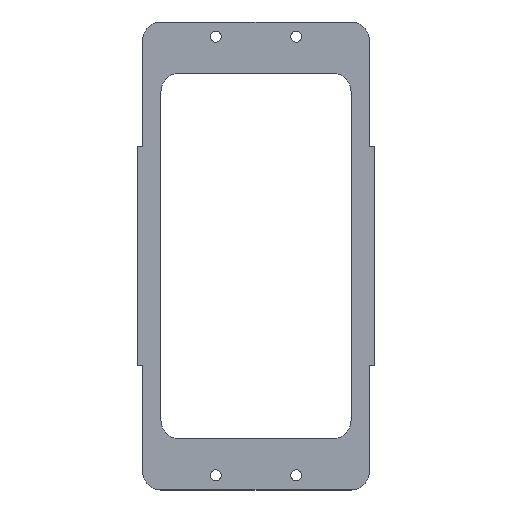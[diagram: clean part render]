
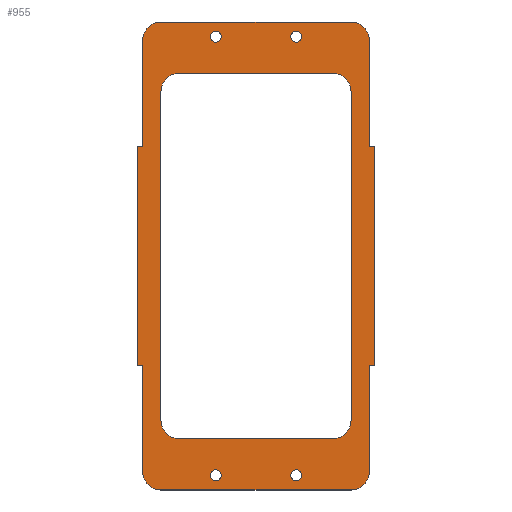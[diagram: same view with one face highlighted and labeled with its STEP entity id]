
A CAD part, top view. The second image highlights one B-rep face of the part: STEP entity #955.
In plain terms, the highlighted planar face has unit normal (0, 0, 1).
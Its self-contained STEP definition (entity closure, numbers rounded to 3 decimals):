
#24 = VERTEX_POINT('',#25);
#25 = CARTESIAN_POINT('',(1.506,5.006,0.));
#31 = EDGE_CURVE('',#24,#32,#34,.T.);
#32 = VERTEX_POINT('',#33);
#33 = CARTESIAN_POINT('',(1.506,34.006,0.));
#34 = LINE('',#35,#36);
#35 = CARTESIAN_POINT('',(1.506,5.006,0.));
#36 = VECTOR('',#37,1.);
#37 = DIRECTION('',(0.,1.,0.));
#62 = EDGE_CURVE('',#32,#63,#65,.T.);
#63 = VERTEX_POINT('',#64);
#64 = CARTESIAN_POINT('',(0.006,34.006,0.));
#65 = LINE('',#66,#67);
#66 = CARTESIAN_POINT('',(1.506,34.006,0.));
#67 = VECTOR('',#68,1.);
#68 = DIRECTION('',(-1.,0.,0.));
#93 = EDGE_CURVE('',#63,#94,#96,.T.);
#94 = VERTEX_POINT('',#95);
#95 = CARTESIAN_POINT('',(0.006,94.006,0.));
#96 = LINE('',#97,#98);
#97 = CARTESIAN_POINT('',(0.006,34.006,0.));
#98 = VECTOR('',#99,1.);
#99 = DIRECTION('',(0.,1.,0.));
#124 = EDGE_CURVE('',#94,#125,#127,.T.);
#125 = VERTEX_POINT('',#126);
#126 = CARTESIAN_POINT('',(1.506,94.006,0.));
#127 = LINE('',#128,#129);
#128 = CARTESIAN_POINT('',(0.006,94.006,0.));
#129 = VECTOR('',#130,1.);
#130 = DIRECTION('',(1.,0.,0.));
#155 = EDGE_CURVE('',#125,#156,#158,.T.);
#156 = VERTEX_POINT('',#157);
#157 = CARTESIAN_POINT('',(1.506,123.006,0.));
#158 = LINE('',#159,#160);
#159 = CARTESIAN_POINT('',(1.506,94.006,0.));
#160 = VECTOR('',#161,1.);
#161 = DIRECTION('',(0.,1.,0.));
#186 = EDGE_CURVE('',#156,#187,#189,.T.);
#187 = VERTEX_POINT('',#188);
#188 = CARTESIAN_POINT('',(6.506,128.006,0.));
#189 = CIRCLE('',#190,5.);
#190 = AXIS2_PLACEMENT_3D('',#191,#192,#193);
#191 = CARTESIAN_POINT('',(6.506,123.006,0.));
#192 = DIRECTION('',(0.,0.,-1.));
#193 = DIRECTION('',(-1.,0.,0.));
#219 = EDGE_CURVE('',#187,#220,#222,.T.);
#220 = VERTEX_POINT('',#221);
#221 = CARTESIAN_POINT('',(58.506,128.006,0.));
#222 = LINE('',#223,#224);
#223 = CARTESIAN_POINT('',(6.506,128.006,0.));
#224 = VECTOR('',#225,1.);
#225 = DIRECTION('',(1.,0.,0.));
#250 = EDGE_CURVE('',#220,#251,#253,.T.);
#251 = VERTEX_POINT('',#252);
#252 = CARTESIAN_POINT('',(63.506,123.006,0.));
#253 = CIRCLE('',#254,4.998);
#254 = AXIS2_PLACEMENT_3D('',#255,#256,#257);
#255 = CARTESIAN_POINT('',(58.508,123.008,0.));
#256 = DIRECTION('',(0.,0.,-1.));
#257 = DIRECTION('',(0.,1.,0.));
#283 = EDGE_CURVE('',#251,#284,#286,.T.);
#284 = VERTEX_POINT('',#285);
#285 = CARTESIAN_POINT('',(63.506,94.006,0.));
#286 = LINE('',#287,#288);
#287 = CARTESIAN_POINT('',(63.506,123.006,0.));
#288 = VECTOR('',#289,1.);
#289 = DIRECTION('',(0.,-1.,0.));
#314 = EDGE_CURVE('',#284,#315,#317,.T.);
#315 = VERTEX_POINT('',#316);
#316 = CARTESIAN_POINT('',(65.006,94.006,0.));
#317 = LINE('',#318,#319);
#318 = CARTESIAN_POINT('',(63.506,94.006,0.));
#319 = VECTOR('',#320,1.);
#320 = DIRECTION('',(1.,0.,0.));
#345 = EDGE_CURVE('',#315,#346,#348,.T.);
#346 = VERTEX_POINT('',#347);
#347 = CARTESIAN_POINT('',(65.006,34.006,0.));
#348 = LINE('',#349,#350);
#349 = CARTESIAN_POINT('',(65.006,94.006,0.));
#350 = VECTOR('',#351,1.);
#351 = DIRECTION('',(0.,-1.,0.));
#376 = EDGE_CURVE('',#346,#377,#379,.T.);
#377 = VERTEX_POINT('',#378);
#378 = CARTESIAN_POINT('',(63.506,34.006,0.));
#379 = LINE('',#380,#381);
#380 = CARTESIAN_POINT('',(65.006,34.006,0.));
#381 = VECTOR('',#382,1.);
#382 = DIRECTION('',(-1.,0.,0.));
#407 = EDGE_CURVE('',#377,#408,#410,.T.);
#408 = VERTEX_POINT('',#409);
#409 = CARTESIAN_POINT('',(63.506,5.006,0.));
#410 = LINE('',#411,#412);
#411 = CARTESIAN_POINT('',(63.506,34.006,0.));
#412 = VECTOR('',#413,1.);
#413 = DIRECTION('',(0.,-1.,0.));
#438 = EDGE_CURVE('',#408,#439,#441,.T.);
#439 = VERTEX_POINT('',#440);
#440 = CARTESIAN_POINT('',(58.506,0.006,0.));
#441 = CIRCLE('',#442,5.);
#442 = AXIS2_PLACEMENT_3D('',#443,#444,#445);
#443 = CARTESIAN_POINT('',(58.506,5.006,0.));
#444 = DIRECTION('',(0.,0.,-1.));
#445 = DIRECTION('',(1.,0.,0.));
#471 = EDGE_CURVE('',#439,#472,#474,.T.);
#472 = VERTEX_POINT('',#473);
#473 = CARTESIAN_POINT('',(6.506,0.006,0.));
#474 = LINE('',#475,#476);
#475 = CARTESIAN_POINT('',(58.506,0.006,0.));
#476 = VECTOR('',#477,1.);
#477 = DIRECTION('',(-1.,0.,0.));
#502 = EDGE_CURVE('',#472,#24,#503,.T.);
#503 = CIRCLE('',#504,5.002);
#504 = AXIS2_PLACEMENT_3D('',#505,#506,#507);
#505 = CARTESIAN_POINT('',(6.508,5.008,0.));
#506 = DIRECTION('',(0.,0.,-1.));
#507 = DIRECTION('',(0.,-1.,-0.));
#528 = VERTEX_POINT('',#529);
#529 = CARTESIAN_POINT('',(23.006,4.006,0.));
#535 = EDGE_CURVE('',#528,#528,#536,.T.);
#536 = CIRCLE('',#537,1.5);
#537 = AXIS2_PLACEMENT_3D('',#538,#539,#540);
#538 = CARTESIAN_POINT('',(21.506,4.006,0.));
#539 = DIRECTION('',(0.,0.,1.));
#540 = DIRECTION('',(1.,0.,-0.));
#561 = VERTEX_POINT('',#562);
#562 = CARTESIAN_POINT('',(11.506,14.006,0.));
#568 = EDGE_CURVE('',#561,#569,#571,.T.);
#569 = VERTEX_POINT('',#570);
#570 = CARTESIAN_POINT('',(6.506,19.006,0.));
#571 = CIRCLE('',#572,5.002);
#572 = AXIS2_PLACEMENT_3D('',#573,#574,#575);
#573 = CARTESIAN_POINT('',(11.508,19.008,0.));
#574 = DIRECTION('',(0.,0.,-1.));
#575 = DIRECTION('',(0.,-1.,-0.));
#603 = VERTEX_POINT('',#604);
#604 = CARTESIAN_POINT('',(53.506,14.006,0.));
#610 = EDGE_CURVE('',#603,#561,#611,.T.);
#611 = LINE('',#612,#613);
#612 = CARTESIAN_POINT('',(53.506,14.006,0.));
#613 = VECTOR('',#614,1.);
#614 = DIRECTION('',(-1.,0.,0.));
#634 = VERTEX_POINT('',#635);
#635 = CARTESIAN_POINT('',(58.506,19.006,0.));
#641 = EDGE_CURVE('',#634,#603,#642,.T.);
#642 = CIRCLE('',#643,5.);
#643 = AXIS2_PLACEMENT_3D('',#644,#645,#646);
#644 = CARTESIAN_POINT('',(53.506,19.006,0.));
#645 = DIRECTION('',(0.,0.,-1.));
#646 = DIRECTION('',(1.,0.,0.));
#667 = VERTEX_POINT('',#668);
#668 = CARTESIAN_POINT('',(58.506,109.006,0.));
#674 = EDGE_CURVE('',#667,#634,#675,.T.);
#675 = LINE('',#676,#677);
#676 = CARTESIAN_POINT('',(58.506,109.006,0.));
#677 = VECTOR('',#678,1.);
#678 = DIRECTION('',(0.,-1.,0.));
#698 = VERTEX_POINT('',#699);
#699 = CARTESIAN_POINT('',(53.506,114.006,0.));
#705 = EDGE_CURVE('',#698,#667,#706,.T.);
#706 = CIRCLE('',#707,4.998);
#707 = AXIS2_PLACEMENT_3D('',#708,#709,#710);
#708 = CARTESIAN_POINT('',(53.508,109.008,0.));
#709 = DIRECTION('',(0.,0.,-1.));
#710 = DIRECTION('',(0.,1.,0.));
#731 = VERTEX_POINT('',#732);
#732 = CARTESIAN_POINT('',(11.506,114.006,0.));
#738 = EDGE_CURVE('',#731,#698,#739,.T.);
#739 = LINE('',#740,#741);
#740 = CARTESIAN_POINT('',(11.506,114.006,0.));
#741 = VECTOR('',#742,1.);
#742 = DIRECTION('',(1.,0.,0.));
#762 = VERTEX_POINT('',#763);
#763 = CARTESIAN_POINT('',(6.506,109.006,0.));
#769 = EDGE_CURVE('',#762,#731,#770,.T.);
#770 = CIRCLE('',#771,5.);
#771 = AXIS2_PLACEMENT_3D('',#772,#773,#774);
#772 = CARTESIAN_POINT('',(11.506,109.006,0.));
#773 = DIRECTION('',(0.,0.,-1.));
#774 = DIRECTION('',(-1.,0.,0.));
#793 = EDGE_CURVE('',#569,#762,#794,.T.);
#794 = LINE('',#795,#796);
#795 = CARTESIAN_POINT('',(6.506,19.006,0.));
#796 = VECTOR('',#797,1.);
#797 = DIRECTION('',(0.,1.,0.));
#817 = VERTEX_POINT('',#818);
#818 = CARTESIAN_POINT('',(45.006,4.006,0.));
#824 = EDGE_CURVE('',#817,#817,#825,.T.);
#825 = CIRCLE('',#826,1.5);
#826 = AXIS2_PLACEMENT_3D('',#827,#828,#829);
#827 = CARTESIAN_POINT('',(43.506,4.006,0.));
#828 = DIRECTION('',(0.,0.,1.));
#829 = DIRECTION('',(1.,0.,-0.));
#850 = VERTEX_POINT('',#851);
#851 = CARTESIAN_POINT('',(23.006,124.006,0.));
#857 = EDGE_CURVE('',#850,#850,#858,.T.);
#858 = CIRCLE('',#859,1.5);
#859 = AXIS2_PLACEMENT_3D('',#860,#861,#862);
#860 = CARTESIAN_POINT('',(21.506,124.006,0.));
#861 = DIRECTION('',(0.,0.,1.));
#862 = DIRECTION('',(1.,0.,-0.));
#883 = VERTEX_POINT('',#884);
#884 = CARTESIAN_POINT('',(45.006,124.006,0.));
#890 = EDGE_CURVE('',#883,#883,#891,.T.);
#891 = CIRCLE('',#892,1.5);
#892 = AXIS2_PLACEMENT_3D('',#893,#894,#895);
#893 = CARTESIAN_POINT('',(43.506,124.006,0.));
#894 = DIRECTION('',(0.,0.,1.));
#895 = DIRECTION('',(1.,0.,-0.));
#955 = ADVANCED_FACE('',(#956,#974,#977,#987,#990,#993),#996,.F.);
#956 = FACE_BOUND('',#957,.F.);
#957 = EDGE_LOOP('',(#958,#959,#960,#961,#962,#963,#964,#965,#966,#967,
    #968,#969,#970,#971,#972,#973));
#958 = ORIENTED_EDGE('',*,*,#31,.T.);
#959 = ORIENTED_EDGE('',*,*,#62,.T.);
#960 = ORIENTED_EDGE('',*,*,#93,.T.);
#961 = ORIENTED_EDGE('',*,*,#124,.T.);
#962 = ORIENTED_EDGE('',*,*,#155,.T.);
#963 = ORIENTED_EDGE('',*,*,#186,.T.);
#964 = ORIENTED_EDGE('',*,*,#219,.T.);
#965 = ORIENTED_EDGE('',*,*,#250,.T.);
#966 = ORIENTED_EDGE('',*,*,#283,.T.);
#967 = ORIENTED_EDGE('',*,*,#314,.T.);
#968 = ORIENTED_EDGE('',*,*,#345,.T.);
#969 = ORIENTED_EDGE('',*,*,#376,.T.);
#970 = ORIENTED_EDGE('',*,*,#407,.T.);
#971 = ORIENTED_EDGE('',*,*,#438,.T.);
#972 = ORIENTED_EDGE('',*,*,#471,.T.);
#973 = ORIENTED_EDGE('',*,*,#502,.T.);
#974 = FACE_BOUND('',#975,.F.);
#975 = EDGE_LOOP('',(#976));
#976 = ORIENTED_EDGE('',*,*,#535,.T.);
#977 = FACE_BOUND('',#978,.F.);
#978 = EDGE_LOOP('',(#979,#980,#981,#982,#983,#984,#985,#986));
#979 = ORIENTED_EDGE('',*,*,#568,.F.);
#980 = ORIENTED_EDGE('',*,*,#610,.F.);
#981 = ORIENTED_EDGE('',*,*,#641,.F.);
#982 = ORIENTED_EDGE('',*,*,#674,.F.);
#983 = ORIENTED_EDGE('',*,*,#705,.F.);
#984 = ORIENTED_EDGE('',*,*,#738,.F.);
#985 = ORIENTED_EDGE('',*,*,#769,.F.);
#986 = ORIENTED_EDGE('',*,*,#793,.F.);
#987 = FACE_BOUND('',#988,.F.);
#988 = EDGE_LOOP('',(#989));
#989 = ORIENTED_EDGE('',*,*,#824,.T.);
#990 = FACE_BOUND('',#991,.F.);
#991 = EDGE_LOOP('',(#992));
#992 = ORIENTED_EDGE('',*,*,#857,.T.);
#993 = FACE_BOUND('',#994,.F.);
#994 = EDGE_LOOP('',(#995));
#995 = ORIENTED_EDGE('',*,*,#890,.T.);
#996 = PLANE('',#997);
#997 = AXIS2_PLACEMENT_3D('',#998,#999,#1000);
#998 = CARTESIAN_POINT('',(32.506,64.006,0.));
#999 = DIRECTION('',(-0.,-0.,-1.));
#1000 = DIRECTION('',(-1.,0.,0.));
